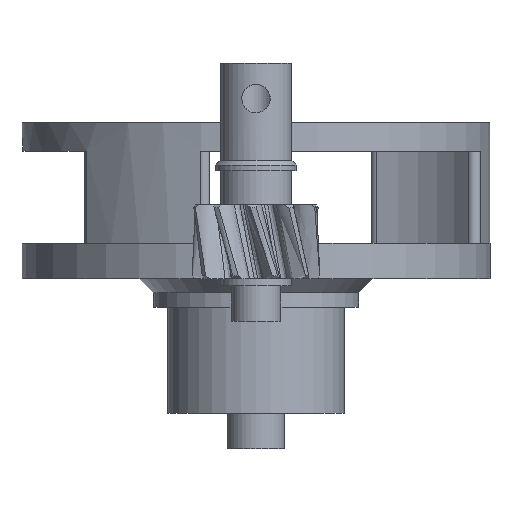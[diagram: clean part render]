
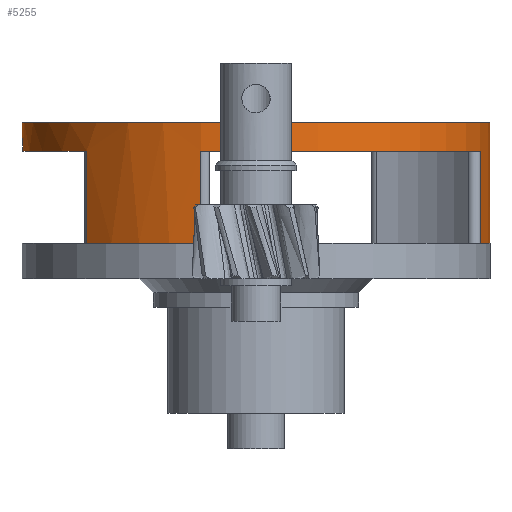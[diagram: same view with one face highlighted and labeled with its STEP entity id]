
A CAD part, left-side view. The second image highlights one B-rep face of the part: STEP entity #5255.
In plain terms, the highlighted cylindrical face has radius 33 mm (diameter 66 mm), a full revolution.
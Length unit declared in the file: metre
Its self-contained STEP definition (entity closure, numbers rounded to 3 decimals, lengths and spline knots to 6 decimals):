
#52=LINE('',#23020,#106);
#53=LINE('',#23024,#107);
#54=LINE('',#23028,#108);
#55=LINE('',#23032,#109);
#56=LINE('',#23036,#110);
#57=LINE('',#23040,#111);
#106=VECTOR('',#7060,1.);
#107=VECTOR('',#7063,1.);
#108=VECTOR('',#7066,1.);
#109=VECTOR('',#7069,1.);
#110=VECTOR('',#7072,1.);
#111=VECTOR('',#7075,1.);
#1940=ORIENTED_EDGE('',*,*,#2843,.T.);
#1941=ORIENTED_EDGE('',*,*,#2844,.T.);
#1942=ORIENTED_EDGE('',*,*,#2845,.T.);
#1943=ORIENTED_EDGE('',*,*,#2846,.T.);
#1944=ORIENTED_EDGE('',*,*,#2847,.T.);
#1945=ORIENTED_EDGE('',*,*,#2848,.T.);
#1946=ORIENTED_EDGE('',*,*,#2849,.T.);
#1947=ORIENTED_EDGE('',*,*,#2850,.T.);
#1948=ORIENTED_EDGE('',*,*,#2851,.T.);
#1949=ORIENTED_EDGE('',*,*,#2852,.T.);
#1950=ORIENTED_EDGE('',*,*,#2853,.T.);
#1951=ORIENTED_EDGE('',*,*,#2854,.T.);
#1952=ORIENTED_EDGE('',*,*,#2855,.F.);
#2843=EDGE_CURVE('',#3420,#3421,#3846,.T.);
#2844=EDGE_CURVE('',#3421,#3422,#52,.F.);
#2845=EDGE_CURVE('',#3422,#3423,#3847,.T.);
#2846=EDGE_CURVE('',#3423,#3424,#53,.T.);
#2847=EDGE_CURVE('',#3424,#3425,#3848,.T.);
#2848=EDGE_CURVE('',#3425,#3426,#54,.F.);
#2849=EDGE_CURVE('',#3426,#3427,#3849,.T.);
#2850=EDGE_CURVE('',#3427,#3428,#55,.T.);
#2851=EDGE_CURVE('',#3428,#3429,#3850,.T.);
#2852=EDGE_CURVE('',#3429,#3430,#56,.F.);
#2853=EDGE_CURVE('',#3430,#3431,#3851,.T.);
#2854=EDGE_CURVE('',#3431,#3420,#57,.T.);
#2855=EDGE_CURVE('',#3432,#3432,#3852,.T.);
#3420=VERTEX_POINT('',#23018);
#3421=VERTEX_POINT('',#23019);
#3422=VERTEX_POINT('',#23021);
#3423=VERTEX_POINT('',#23023);
#3424=VERTEX_POINT('',#23025);
#3425=VERTEX_POINT('',#23027);
#3426=VERTEX_POINT('',#23029);
#3427=VERTEX_POINT('',#23031);
#3428=VERTEX_POINT('',#23033);
#3429=VERTEX_POINT('',#23035);
#3430=VERTEX_POINT('',#23037);
#3431=VERTEX_POINT('',#23039);
#3432=VERTEX_POINT('',#23042);
#3846=CIRCLE('',#5874,0.033);
#3847=CIRCLE('',#5875,0.033);
#3848=CIRCLE('',#5876,0.033);
#3849=CIRCLE('',#5877,0.033);
#3850=CIRCLE('',#5878,0.033);
#3851=CIRCLE('',#5879,0.033);
#3852=CIRCLE('',#5880,0.033);
#4281=EDGE_LOOP('',(#1940,#1941,#1942,#1943,#1944,#1945,#1946,#1947,#1948,
#1949,#1950,#1951));
#4282=EDGE_LOOP('',(#1952));
#4751=FACE_BOUND('',#4281,.T.);
#4752=FACE_BOUND('',#4282,.T.);
#4956=CYLINDRICAL_SURFACE('',#5873,0.033);
#5255=ADVANCED_FACE('',(#4751,#4752),#4956,.T.);
#5873=AXIS2_PLACEMENT_3D('',#23016,#7056,#7057);
#5874=AXIS2_PLACEMENT_3D('',#23017,#7058,#7059);
#5875=AXIS2_PLACEMENT_3D('',#23022,#7061,#7062);
#5876=AXIS2_PLACEMENT_3D('',#23026,#7064,#7065);
#5877=AXIS2_PLACEMENT_3D('',#23030,#7067,#7068);
#5878=AXIS2_PLACEMENT_3D('',#23034,#7070,#7071);
#5879=AXIS2_PLACEMENT_3D('',#23038,#7073,#7074);
#5880=AXIS2_PLACEMENT_3D('',#23041,#7076,#7077);
#7056=DIRECTION('',(0.,0.,-1.));
#7057=DIRECTION('',(-1.,0.,0.));
#7058=DIRECTION('',(0.,0.,1.));
#7059=DIRECTION('',(1.,0.,0.));
#7060=DIRECTION('',(0.,0.,-1.));
#7061=DIRECTION('',(0.,0.,1.));
#7062=DIRECTION('',(1.,0.,0.));
#7063=DIRECTION('',(0.,0.,-1.));
#7064=DIRECTION('',(0.,0.,1.));
#7065=DIRECTION('',(1.,0.,0.));
#7066=DIRECTION('',(0.,0.,-1.));
#7067=DIRECTION('',(0.,0.,1.));
#7068=DIRECTION('',(1.,0.,0.));
#7069=DIRECTION('',(0.,0.,-1.));
#7070=DIRECTION('',(0.,0.,1.));
#7071=DIRECTION('',(1.,0.,0.));
#7072=DIRECTION('',(0.,0.,-1.));
#7073=DIRECTION('',(0.,0.,1.));
#7074=DIRECTION('',(1.,0.,0.));
#7075=DIRECTION('',(0.,0.,-1.));
#7076=DIRECTION('',(0.,0.,1.));
#7077=DIRECTION('',(1.,0.,0.));
#23016=CARTESIAN_POINT('',(0.,0.,0.018));
#23017=CARTESIAN_POINT('',(0.,0.,0.005));
#23018=CARTESIAN_POINT('',(-0.009315,-0.031658,0.005));
#23019=CARTESIAN_POINT('',(0.009315,-0.031658,0.005));
#23020=CARTESIAN_POINT('',(0.009315,-0.031658,0.018));
#23021=CARTESIAN_POINT('',(0.009315,-0.031658,0.018));
#23022=CARTESIAN_POINT('',(0.,0.,0.018));
#23023=CARTESIAN_POINT('',(0.032074,0.007762,0.018));
#23024=CARTESIAN_POINT('',(0.032074,0.007762,0.018));
#23025=CARTESIAN_POINT('',(0.032074,0.007762,0.005));
#23026=CARTESIAN_POINT('',(0.,0.,0.005));
#23027=CARTESIAN_POINT('',(0.022759,0.023896,0.005));
#23028=CARTESIAN_POINT('',(0.022759,0.023896,0.018));
#23029=CARTESIAN_POINT('',(0.022759,0.023896,0.018));
#23030=CARTESIAN_POINT('',(0.,0.,0.018));
#23031=CARTESIAN_POINT('',(-0.022759,0.023896,0.018));
#23032=CARTESIAN_POINT('',(-0.022759,0.023896,0.018));
#23033=CARTESIAN_POINT('',(-0.022759,0.023896,0.005));
#23034=CARTESIAN_POINT('',(0.,0.,0.005));
#23035=CARTESIAN_POINT('',(-0.032074,0.007762,0.005));
#23036=CARTESIAN_POINT('',(-0.032074,0.007762,0.018));
#23037=CARTESIAN_POINT('',(-0.032074,0.007762,0.018));
#23038=CARTESIAN_POINT('',(0.,0.,0.018));
#23039=CARTESIAN_POINT('',(-0.009315,-0.031658,0.018));
#23040=CARTESIAN_POINT('',(-0.009315,-0.031658,0.018));
#23041=CARTESIAN_POINT('',(0.,0.,0.022));
#23042=CARTESIAN_POINT('',(0.033,0.,0.022));
